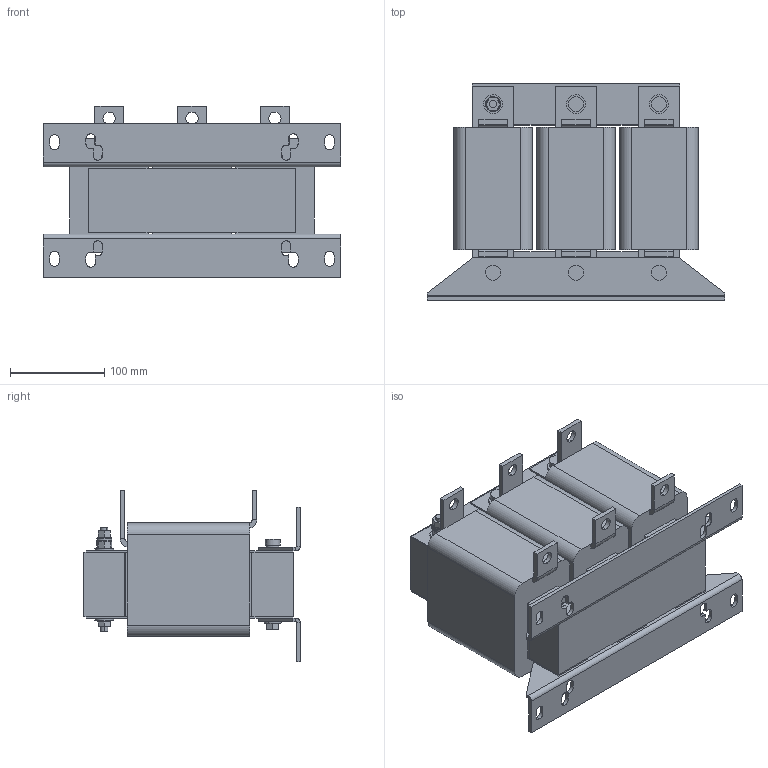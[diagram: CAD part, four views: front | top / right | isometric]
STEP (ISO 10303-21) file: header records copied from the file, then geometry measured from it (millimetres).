
FILE_DESCRIPTION (( 'STEP AP214' ), '1' );
FILE_NAME ('342373.STEP', '2021-03-19T05:26:02', ( '' ), ( '' ), 'SwSTEP 2.0', 'SolidWorks 2018', '' );
FILE_SCHEMA (( 'AUTOMOTIVE_DESIGN' ));
Length unit declared in the file: millimetre
Products named in the file (1): 342373
Bounding box: 316 x 230.3 x 181.5 mm (x, y, z)
Volume: 5517650.9 mm3; surface area: 402947.8 mm2
Topology: 1 solids, 1 shells, 467 faces, 1174 edges, 738 vertices
Faces by surface type: plane 313, cylinder 134, cone 10, torus 10
Entity records: 14534 total; most frequent: CARTESIAN_POINT 3050, DIRECTION 2404, ORIENTED_EDGE 2348, EDGE_CURVE 1174, AXIS2_PLACEMENT_3D 802, VECTOR 800, LINE 800, VERTEX_POINT 738
